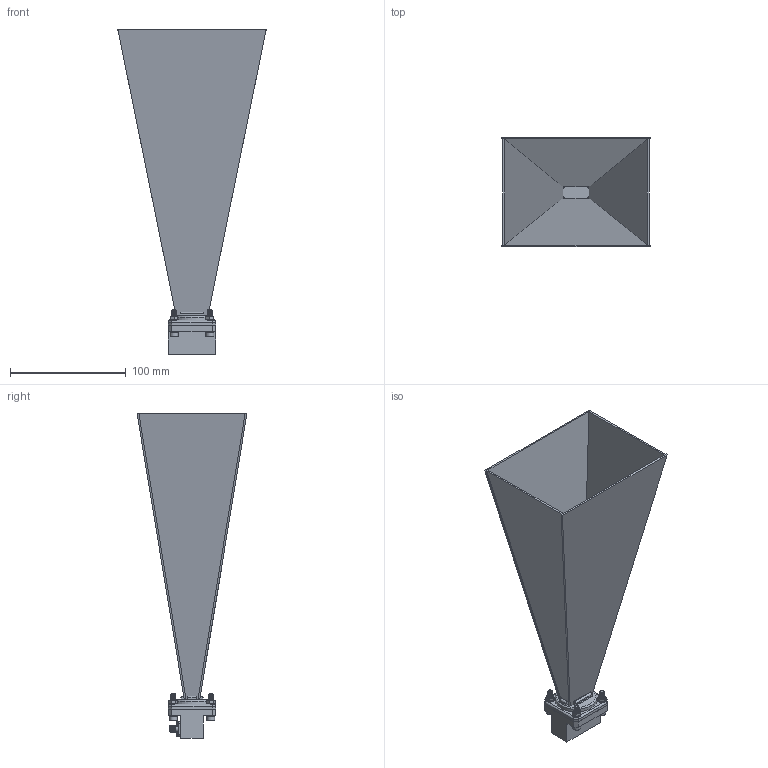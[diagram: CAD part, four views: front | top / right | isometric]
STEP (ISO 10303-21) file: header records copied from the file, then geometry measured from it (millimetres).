
FILE_DESCRIPTION (( 'STEP AP214' ), '1' );
FILE_NAME ('PE9856B-SF-20_3D.STEP', '2021-01-07T14:33:54', ( '' ), ( '' ), 'SwSTEP 2.0', 'SolidWorks 2018', '' );
FILE_SCHEMA (( 'AUTOMOTIVE_DESIGN' ));
Length unit declared in the file: millimetre
Products named in the file (11): 8-32SH-HXx.75_91251A197; PE9804_SMA CON; PE9856B-SF-20_3D; 8-LW; PE9856B-20; PE9804; PE9804_screw; PE9804_mounting plate; PE9804_SMA body; 8-32HN_90760A180; PE9804_Body
Assembly tree (22 placements, depth 4):
  PE9856B-SF-20_3D
    PE9804
      PE9804_Body
      PE9804_SMA CON
        PE9804_mounting plate
        PE9804_screw  x4
        PE9804_SMA body
    PE9856B-20
    8-32SH-HXx.75_91251A197  x4
    8-32HN_90760A180  x4
    8-LW  x4
Bounding box: 128.37 x 95.07 x 280.92 mm (x, y, z)
Volume: 133478.6 mm3; surface area: 147292.6 mm2
Topology: 20 solids, 20 shells, 452 faces, 1036 edges, 640 vertices
Faces by surface type: plane 224, cone 109, cylinder 93, bspline 21, torus 5
Full cylindrical faces by diameter (mm): 0.95 x1, 2.7 x4, 4 x1, 4.1 x1, 4.3 x8, 4.318 x4, 4.6 x1, 5.35 x2, 6.35 x6, 6.858 x4, 36.068 x1
Entity records: 9861 total; most frequent: CARTESIAN_POINT 4459, DIRECTION 1040, ORIENTED_EDGE 946, EDGE_CURVE 473, AXIS2_PLACEMENT_3D 381, VERTEX_POINT 325, EDGE_LOOP 308, VECTOR 278
